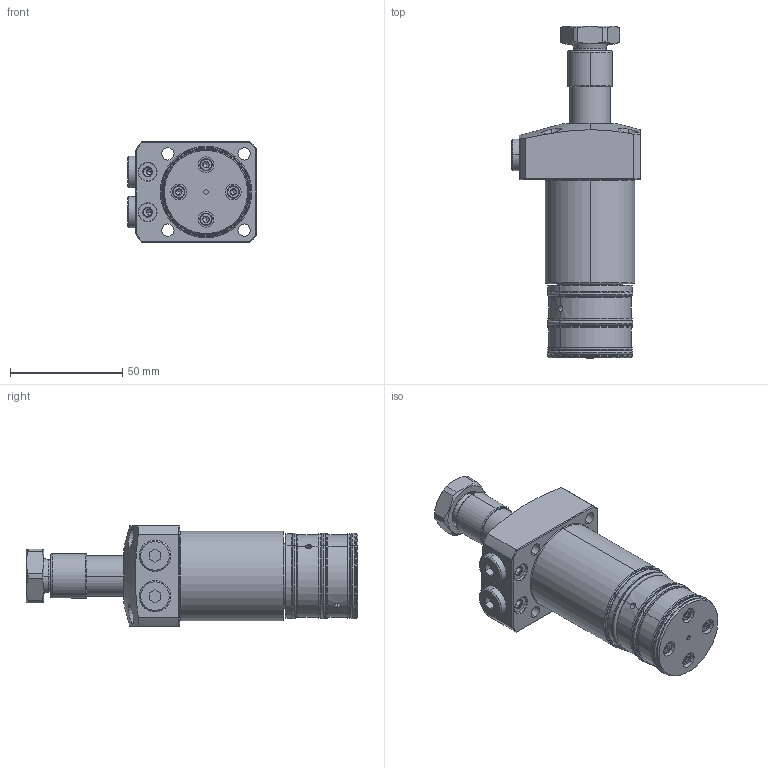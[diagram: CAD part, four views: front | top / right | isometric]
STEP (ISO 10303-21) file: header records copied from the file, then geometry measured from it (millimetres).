
FILE_DESCRIPTION (( 'STEP AP203' ), '1' );
FILE_NAME ('LHA0400-CLM.STEP', '2018-12-15T05:53:31', ( '微软用户' ), ( '微软中国' ), 'SwSTEP 2.0', 'SolidWorks 2012', '' );
FILE_SCHEMA (( 'CONFIG_CONTROL_DESIGN' ));
Length unit declared in the file: millimetre
Products named in the file (10): LHA0400-槭暌溛(蹬怮椔); LHA0400-D菛巍; LHA0400-CLM; 6妏寠晅无倌_M3(30); LHA0400-咂衝椳紕_蹬怮椔); LHA0400-ů_; LHA0400-楓羔_DM); LHA0400-簸忣諍匏_; LHA0400-玅帡椔溹; Gȼ__8
Assembly tree (13 placements, depth 2):
  LHA0400-CLM
    LHA0400-槭暌溛(蹬怮椔)
    LHA0400-咂衝椳紕_蹬怮椔)
    LHA0400-D菛巍
    LHA0400-楓羔_DM)
    LHA0400-ů_
    LHA0400-簸忣諍匏_
    Gȼ__8  x2
    LHA0400-玅帡椔溹
    6妏寠晅无倌_M3(30)  x4
Bounding box: 57.5 x 148 x 45 mm (x, y, z)
Volume: 160855.2 mm3; surface area: 41486.6 mm2
Topology: 16 solids, 16 shells, 516 faces, 1122 edges, 662 vertices
Faces by surface type: plane 170, cylinder 163, cone 113, torus 68, sphere 2
Entity records: 13622 total; most frequent: CARTESIAN_POINT 3055, DIRECTION 2134, ORIENTED_EDGE 1852, EDGE_CURVE 926, AXIS2_PLACEMENT_3D 908, VERTEX_POINT 569, CIRCLE 482, EDGE_LOOP 475
